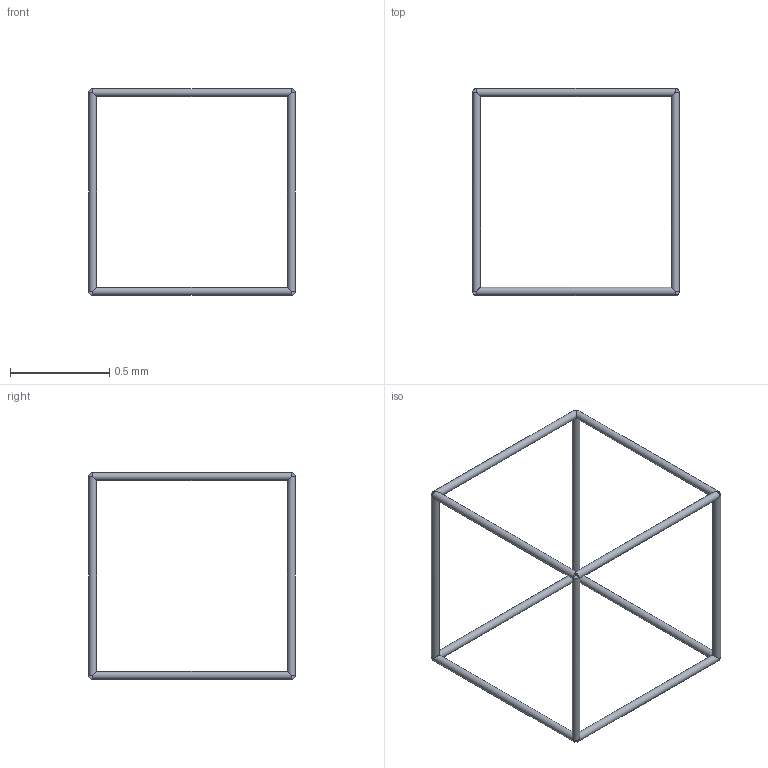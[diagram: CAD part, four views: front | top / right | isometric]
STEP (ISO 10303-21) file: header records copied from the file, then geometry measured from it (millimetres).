
FILE_DESCRIPTION(('Open CASCADE Model'),'2;1');
FILE_NAME('Open CASCADE Shape Model','2025-07-26T19:29:37',('Author'),( 'Open CASCADE'),'Open CASCADE STEP processor 7.9','Open CASCADE 7.9' ,'Unknown');
FILE_SCHEMA(('CONFIG_CONTROL_DESIGN'));
Length unit declared in the file: millimetre
Products named in the file (1): Open CASCADE STEP translator 7.9 1
Bounding box: 1.04 x 1.04 x 1.04 mm (x, y, z)
Volume: 0 mm3; surface area: 1.5 mm2
Topology: 1 solids, 1 shells, 36 faces, 99 edges, 55 vertices
Faces by surface type: plane 24, cylinder 12
Full cylindrical faces by diameter (mm): 0.04 x12
Entity records: 2693 total; most frequent: CARTESIAN_POINT 845, DIRECTION 308, ORIENTED_EDGE 198, PCURVE 198, DEFINITIONAL_REPRESENTATION 198, B_SPLINE_CURVE_WITH_KNOTS 126, AXIS2_PLACEMENT_3D 100, EDGE_CURVE 99
